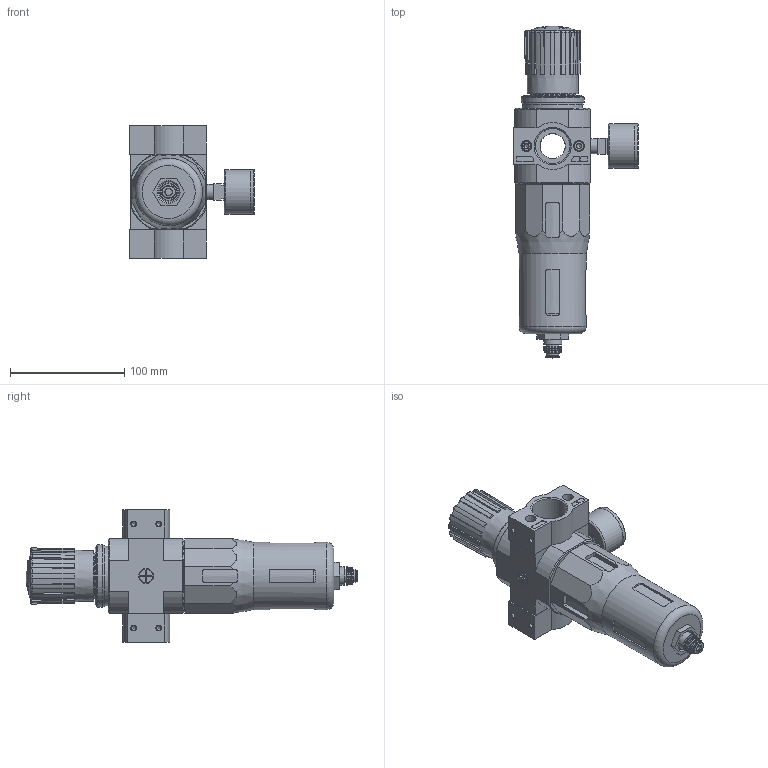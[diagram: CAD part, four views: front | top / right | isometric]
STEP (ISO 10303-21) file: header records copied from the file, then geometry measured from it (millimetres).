
FILE_DESCRIPTION(/* description */ ('STEP AP214'),/* implementation_level */ '2;1');
FILE_NAME(/* name */ '192400_LFR-1-D-5M-DI-MAXI-A',/* time_stamp */ '2024-09-03T20:43:25+02:00',/* author */ ('License CC BY-ND 4.0'),/* organization */ ('CADENAS'),/* preprocessor_version */ 'ST-DEVELOPER v19.3',/* originating_system */ 'PARTsolutions',/* authorisation */ ' ');
FILE_SCHEMA (('AUTOMOTIVE_DESIGN {1 0 10303 214 3 1 1}'));
Length unit declared in the file: millimetre
Products named in the file (9): 192400 LFR-1-D-5M-DI-MAXI-A---(0); 396645 LFR-D-5M-DI-MAXI-A--(0); 8003639 PAGN-40-16-G14; 380315 PBL-1-D-MAXI-R---(0) p1; DIN-912 - M5x20(F); 380313 PBL-1-D-MAXI-L---(1) p1; 398012 LRVS-D-MINI; 125696 LR/LFR-D-MAXI; 526489 MS4-LFR-V
Assembly tree (11 placements, depth 2):
  192400 LFR-1-D-5M-DI-MAXI-A---(0)
    396645 LFR-D-5M-DI-MAXI-A--(0)
    8003639 PAGN-40-16-G14
    380315 PBL-1-D-MAXI-R---(0) p1
    DIN-912 - M5x20(F)  x4
    380313 PBL-1-D-MAXI-L---(1) p1
    398012 LRVS-D-MINI
    125696 LR/LFR-D-MAXI
    526489 MS4-LFR-V
Bounding box: 108.95 x 290.22 x 116 mm (x, y, z)
Volume: 855361.7 mm3; surface area: 111907.4 mm2
Topology: 11 solids, 12 shells, 664 faces, 1602 edges, 1014 vertices
Faces by surface type: plane 332, cylinder 133, cone 125, torus 69, sphere 5
Full cylindrical faces by diameter (mm): 2 x1, 4.134 x8, 4.2 x1, 5 x4, 6 x1, 8.5 x4, 8.7 x1, 9.5 x1, 11 x2, 11.4 x1, 11.445 x2, 11.6 x1, 11.8 x1, 13.157 x2, 15.8 x1, 18 x1, 22 x3, 30 x2, 30.291 x2, 38.7 x1, 39 x2, 40 x1, 50.2 x1, 50.376 x1, 52 x1, 53.5 x1, 54.8 x1, 58.8 x1, 59 x1, 59.1 x1
Entity records: 19792 total; most frequent: CARTESIAN_POINT 3805, DIRECTION 2696, ORIENTED_EDGE 2572, EDGE_CURVE 1286, AXIS2_PLACEMENT_3D 1084, VERTEX_POINT 915, FACE_BOUND 795, EDGE_LOOP 786
